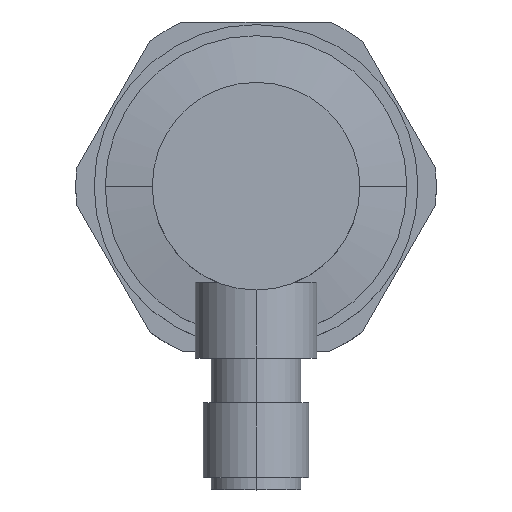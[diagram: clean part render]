
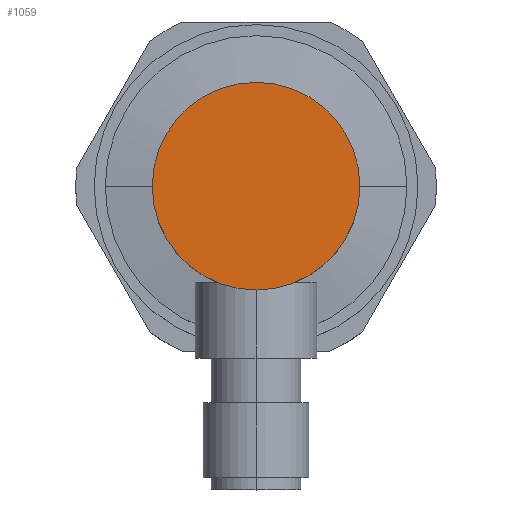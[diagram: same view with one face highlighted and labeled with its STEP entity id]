
A CAD part, top view. The second image highlights one B-rep face of the part: STEP entity #1059.
In plain terms, the highlighted planar face has unit normal (0, 0, 1).
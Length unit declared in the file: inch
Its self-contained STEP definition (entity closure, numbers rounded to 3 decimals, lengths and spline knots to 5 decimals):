
#252 = FACE_OUTER_BOUND ( 'NONE', #1310, .T. ) ;
#280 = AXIS2_PLACEMENT_3D ( 'NONE', #1783, #468, #1581 ) ;
#392 = VERTEX_POINT ( 'NONE', #861 ) ;
#442 = ORIENTED_EDGE ( 'NONE', *, *, #2191, .F. ) ;
#468 = DIRECTION ( 'NONE',  ( 0., 0., -1. ) ) ;
#615 = VERTEX_POINT ( 'NONE', #1120 ) ;
#843 = PLANE ( 'NONE',  #2348 ) ;
#861 = CARTESIAN_POINT ( 'NONE',  ( -1.23156, 2.51956, 1.1211 ) ) ;
#1038 = DIRECTION ( 'NONE',  ( 1., 0., 0. ) ) ;
#1059 = ADVANCED_FACE ( 'NONE', ( #252 ), #843, .T. ) ;
#1120 = CARTESIAN_POINT ( 'NONE',  ( -0.73943, 2.51956, 1.1211 ) ) ;
#1310 = EDGE_LOOP ( 'NONE', ( #2257, #442 ) ) ;
#1457 = DIRECTION ( 'NONE',  ( -1., 0., 0. ) ) ;
#1581 = DIRECTION ( 'NONE',  ( -1., 0., 0. ) ) ;
#1783 = CARTESIAN_POINT ( 'NONE',  ( -0.9855, 2.51956, 1.1211 ) ) ;
#1825 = CARTESIAN_POINT ( 'NONE',  ( -0.9855, 2.51956, 1.1211 ) ) ;
#1925 = EDGE_CURVE ( 'NONE', #392, #615, #2043, .T. ) ;
#2012 = AXIS2_PLACEMENT_3D ( 'NONE', #1825, #2013, #1457 ) ;
#2013 = DIRECTION ( 'NONE',  ( 0., 0., -1. ) ) ;
#2043 = CIRCLE ( 'NONE', #280, 0.24606 ) ;
#2074 = CIRCLE ( 'NONE', #2012, 0.24606 ) ;
#2175 = DIRECTION ( 'NONE',  ( 0., 0., 1. ) ) ;
#2182 = CARTESIAN_POINT ( 'NONE',  ( -1.23648, 2.26857, 1.1211 ) ) ;
#2191 = EDGE_CURVE ( 'NONE', #615, #392, #2074, .T. ) ;
#2257 = ORIENTED_EDGE ( 'NONE', *, *, #1925, .F. ) ;
#2348 = AXIS2_PLACEMENT_3D ( 'NONE', #2182, #2175, #1038 ) ;
